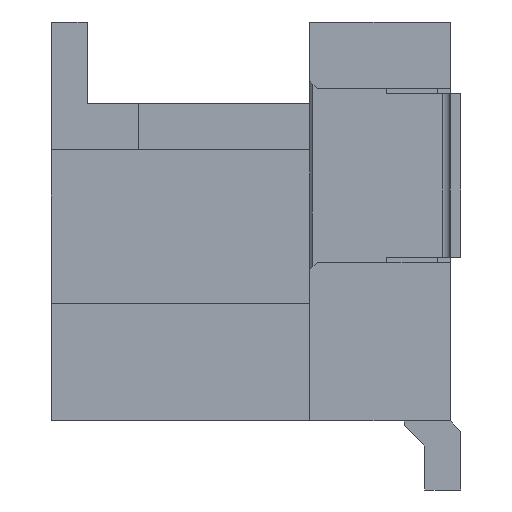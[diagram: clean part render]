
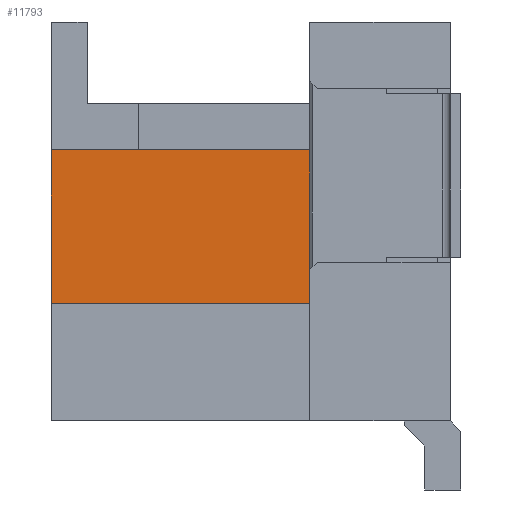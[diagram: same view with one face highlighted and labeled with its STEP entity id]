
A CAD part, left-side view. The second image highlights one B-rep face of the part: STEP entity #11793.
In plain terms, the highlighted planar face has unit normal (-1, 0, 0).
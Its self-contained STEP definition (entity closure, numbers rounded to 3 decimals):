
#57=DIRECTION('',(0.,0.,1.));
#58=VECTOR('',#57,3.);
#59=CARTESIAN_POINT('',(-10.85,4.9,-0.64));
#60=LINE('',#59,#58);
#177=DIRECTION('',(0.,0.,-1.));
#178=VECTOR('',#177,2.95);
#179=CARTESIAN_POINT('',(-10.85,-0.15,2.36));
#180=LINE('',#179,#178);
#4045=DIRECTION('',(0.,-1.,0.));
#4046=VECTOR('',#4045,5.05);
#4047=CARTESIAN_POINT('',(-10.85,4.9,-0.64));
#4048=LINE('',#4047,#4046);
#4049=DIRECTION('',(0.,1.,0.));
#4050=VECTOR('',#4049,5.05);
#4051=CARTESIAN_POINT('',(-10.85,-0.15,2.36));
#4052=LINE('',#4051,#4050);
#4057=DIRECTION('',(0.,0.,-1.));
#4058=VECTOR('',#4057,0.05);
#4059=CARTESIAN_POINT('',(-10.85,-0.15,-0.59));
#4060=LINE('',#4059,#4058);
#4677=CARTESIAN_POINT('',(-10.85,4.9,-0.64));
#4678=VERTEX_POINT('',#4677);
#4679=CARTESIAN_POINT('',(-10.85,4.9,2.36));
#4680=VERTEX_POINT('',#4679);
#4859=CARTESIAN_POINT('',(-10.85,-0.15,2.36));
#4860=VERTEX_POINT('',#4859);
#5211=CARTESIAN_POINT('',(-10.85,-0.15,-0.64));
#5212=VERTEX_POINT('',#5211);
#5219=CARTESIAN_POINT('',(-10.85,-0.15,-0.59));
#5220=VERTEX_POINT('',#5219);
#11780=CARTESIAN_POINT('',(-10.85,0.35,4.86));
#11781=DIRECTION('',(-1.,0.,0.));
#11782=DIRECTION('',(0.,0.,-1.));
#11783=AXIS2_PLACEMENT_3D('',#11780,#11781,#11782);
#11784=PLANE('',#11783);
#11786=ORIENTED_EDGE('',*,*,#11785,.T.);
#11787=ORIENTED_EDGE('',*,*,#11772,.F.);
#11788=ORIENTED_EDGE('',*,*,#5883,.T.);
#11789=ORIENTED_EDGE('',*,*,#5968,.F.);
#11790=ORIENTED_EDGE('',*,*,#6033,.T.);
#11791=EDGE_LOOP('',(#11786,#11787,#11788,#11789,#11790));
#11792=FACE_OUTER_BOUND('',#11791,.F.);
#11793=ADVANCED_FACE('',(#11792),#11784,.T.);
#5883=EDGE_CURVE('',#4678,#4680,#60,.T.);
#5968=EDGE_CURVE('',#4860,#4680,#4052,.T.);
#6033=EDGE_CURVE('',#4860,#5220,#180,.T.);
#11772=EDGE_CURVE('',#4678,#5212,#4048,.T.);
#11785=EDGE_CURVE('',#5220,#5212,#4060,.T.);
